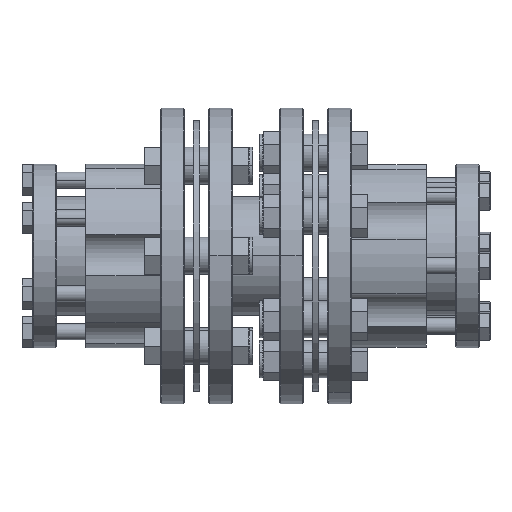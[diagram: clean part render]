
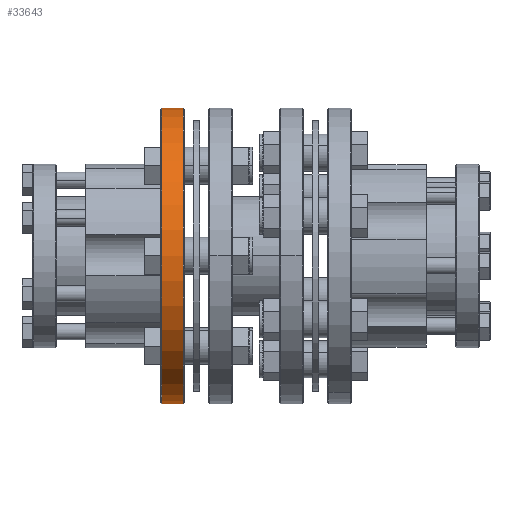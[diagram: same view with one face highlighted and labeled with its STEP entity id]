
A CAD part, top view. The second image highlights one B-rep face of the part: STEP entity #33643.
In plain terms, the highlighted cylindrical face has radius 72 mm (diameter 144 mm), a partial arc.
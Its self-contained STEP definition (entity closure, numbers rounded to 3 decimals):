
#26916 = AXIS2_PLACEMENT_3D ( 'NONE', #29034, #29035, #29036 ) ;
#26919 = AXIS2_PLACEMENT_3D ( 'NONE', #29043, #29044, #29045 ) ;
#27086 = AXIS2_PLACEMENT_3D ( 'NONE', #30014, #30013, #30009 ) ;
#27696 = CIRCLE ( 'NONE', #26916, 72. ) ;
#27702 = CIRCLE ( 'NONE', #26919, 72. ) ;
#27843 = LINE ( 'NONE', #29293, #27850 ) ;
#27850 = VECTOR ( 'NONE', #29297, 1000. ) ;
#27859 = VECTOR ( 'NONE', #29317, 1000. ) ;
#27863 = LINE ( 'NONE', #29311, #27859 ) ;
#28148 = FACE_OUTER_BOUND ( 'NONE', #38794, .T. ) ;
#28157 = CYLINDRICAL_SURFACE ( 'NONE', #27086, 72. ) ;
#28711 = CARTESIAN_POINT ( 'NONE',  ( -35.5, 72., 0. ) ) ;
#28712 = CARTESIAN_POINT ( 'NONE',  ( -35.5, -72., 0. ) ) ;
#28715 = CARTESIAN_POINT ( 'NONE',  ( -46., -72., 0. ) ) ;
#28716 = CARTESIAN_POINT ( 'NONE',  ( -46., 72., 0. ) ) ;
#29034 = CARTESIAN_POINT ( 'NONE',  ( -35.5, 0., 0. ) ) ;
#29035 = DIRECTION ( 'NONE',  ( -1., 0., 0. ) ) ;
#29036 = DIRECTION ( 'NONE',  ( 0., -1., 0. ) ) ;
#29043 = CARTESIAN_POINT ( 'NONE',  ( -46., 0., 0. ) ) ;
#29044 = DIRECTION ( 'NONE',  ( 1., 0., 0. ) ) ;
#29045 = DIRECTION ( 'NONE',  ( 0., 1., 0. ) ) ;
#29293 = CARTESIAN_POINT ( 'NONE',  ( -35., -72., 0. ) ) ;
#29297 = DIRECTION ( 'NONE',  ( 1., 0., 0. ) ) ;
#29311 = CARTESIAN_POINT ( 'NONE',  ( -35., 72., 0. ) ) ;
#29317 = DIRECTION ( 'NONE',  ( 1., 0., 0. ) ) ;
#30009 = DIRECTION ( 'NONE',  ( 0., 1., 0. ) ) ;
#30013 = DIRECTION ( 'NONE',  ( 1., 0., 0. ) ) ;
#30014 = CARTESIAN_POINT ( 'NONE',  ( -35., 0., 0. ) ) ;
#31448 = VERTEX_POINT ( 'NONE', #28711 ) ;
#31449 = VERTEX_POINT ( 'NONE', #28712 ) ;
#31452 = VERTEX_POINT ( 'NONE', #28715 ) ;
#31453 = VERTEX_POINT ( 'NONE', #28716 ) ;
#32070 = EDGE_CURVE ( 'NONE', #31449, #31448, #27696, .T. ) ;
#32080 = EDGE_CURVE ( 'NONE', #31453, #31452, #27702, .T. ) ;
#32319 = EDGE_CURVE ( 'NONE', #31452, #31449, #27843, .T. ) ;
#32339 = EDGE_CURVE ( 'NONE', #31453, #31448, #27863, .T. ) ;
#33643 = ADVANCED_FACE ( 'NONE', ( #28148 ), #28157, .T. ) ;
#38794 = EDGE_LOOP ( 'NONE', ( #38946, #38947, #38948, #38949 ) ) ;
#38946 = ORIENTED_EDGE ( 'NONE', *, *, #32080, .T. ) ;
#38947 = ORIENTED_EDGE ( 'NONE', *, *, #32319, .T. ) ;
#38948 = ORIENTED_EDGE ( 'NONE', *, *, #32070, .T. ) ;
#38949 = ORIENTED_EDGE ( 'NONE', *, *, #32339, .F. ) ;
